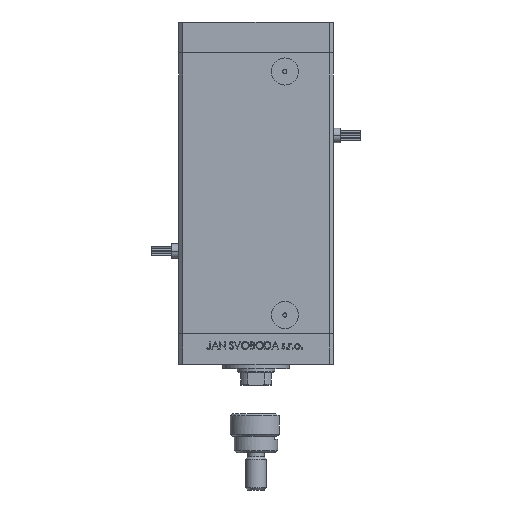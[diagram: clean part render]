
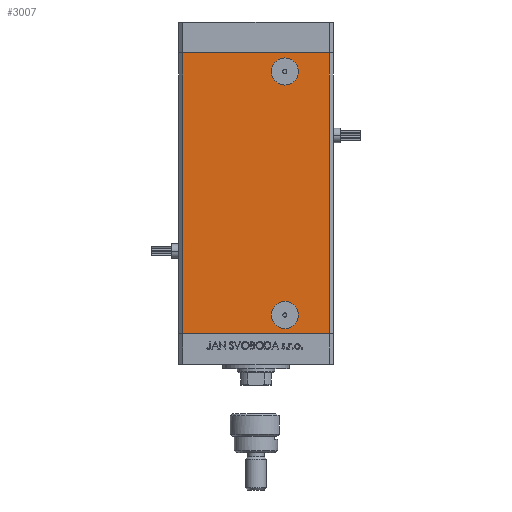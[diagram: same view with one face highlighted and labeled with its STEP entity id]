
A CAD part, front view. The second image highlights one B-rep face of the part: STEP entity #3007.
In plain terms, the highlighted planar face has unit normal (0, -1, 0).
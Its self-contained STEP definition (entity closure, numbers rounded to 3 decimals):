
#159 = CARTESIAN_POINT ( 'NONE',  ( 14., -32.5, 2.42 ) ) ;
#718 = CARTESIAN_POINT ( 'NONE',  ( 35.5, -32.5, 136. ) ) ;
#1299 = CIRCLE ( 'NONE', #14323, 6.58 ) ;
#3007 = ADVANCED_FACE ( 'NONE', ( #11209, #23740, #41123 ), #3570, .F. ) ;
#3085 = ORIENTED_EDGE ( 'NONE', *, *, #16565, .T. ) ;
#3570 = PLANE ( 'NONE',  #40758 ) ;
#4190 = VERTEX_POINT ( 'NONE', #30502 ) ;
#4744 = DIRECTION ( 'NONE',  ( 0., 0., -1. ) ) ;
#5688 = CIRCLE ( 'NONE', #24842, 6.58 ) ;
#6008 = EDGE_LOOP ( 'NONE', ( #51685, #26376 ) ) ;
#6837 = EDGE_CURVE ( 'NONE', #27865, #19601, #34772, .T. ) ;
#7736 = VERTEX_POINT ( 'NONE', #159 ) ;
#8677 = AXIS2_PLACEMENT_3D ( 'NONE', #32360, #12224, #28834 ) ;
#9058 = DIRECTION ( 'NONE',  ( 0., 0., -1. ) ) ;
#9171 = LINE ( 'NONE', #16837, #43908 ) ;
#9333 = CARTESIAN_POINT ( 'NONE',  ( -35.5, -32.5, 136. ) ) ;
#10376 = CARTESIAN_POINT ( 'NONE',  ( 14., -32.5, 133.58 ) ) ;
#10443 = VERTEX_POINT ( 'NONE', #41879 ) ;
#11209 = FACE_BOUND ( 'NONE', #6008, .T. ) ;
#11480 = CARTESIAN_POINT ( 'NONE',  ( 35.5, -32.5, 0. ) ) ;
#11760 = EDGE_LOOP ( 'NONE', ( #32828, #12376 ) ) ;
#12161 = CIRCLE ( 'NONE', #8677, 6.58 ) ;
#12224 = DIRECTION ( 'NONE',  ( 0., 1., 0. ) ) ;
#12376 = ORIENTED_EDGE ( 'NONE', *, *, #50018, .T. ) ;
#12466 = LINE ( 'NONE', #16834, #29080 ) ;
#12982 = VECTOR ( 'NONE', #9058, 1000. ) ;
#14323 = AXIS2_PLACEMENT_3D ( 'NONE', #23146, #15988, #39183 ) ;
#14530 = CARTESIAN_POINT ( 'NONE',  ( -35.5, -32.5, 0. ) ) ;
#15988 = DIRECTION ( 'NONE',  ( 0., -1., 0. ) ) ;
#16565 = EDGE_CURVE ( 'NONE', #10443, #24285, #9171, .T. ) ;
#16775 = DIRECTION ( 'NONE',  ( 0., 1., 0. ) ) ;
#16834 = CARTESIAN_POINT ( 'NONE',  ( -35.5, -32.5, 0. ) ) ;
#16837 = CARTESIAN_POINT ( 'NONE',  ( -35.5, -32.5, 136. ) ) ;
#18059 = LINE ( 'NONE', #9333, #49629 ) ;
#18558 = EDGE_CURVE ( 'NONE', #24285, #35797, #12466, .T. ) ;
#19601 = VERTEX_POINT ( 'NONE', #10376 ) ;
#19656 = DIRECTION ( 'NONE',  ( 0., 0., 1. ) ) ;
#21283 = VERTEX_POINT ( 'NONE', #718 ) ;
#21616 = EDGE_CURVE ( 'NONE', #4190, #7736, #5688, .T. ) ;
#22427 = CARTESIAN_POINT ( 'NONE',  ( 14., -32.5, 9. ) ) ;
#23146 = CARTESIAN_POINT ( 'NONE',  ( 14., -32.5, 9. ) ) ;
#23327 = ORIENTED_EDGE ( 'NONE', *, *, #18558, .T. ) ;
#23740 = FACE_OUTER_BOUND ( 'NONE', #44659, .T. ) ;
#24285 = VERTEX_POINT ( 'NONE', #14530 ) ;
#24676 = CARTESIAN_POINT ( 'NONE',  ( 14., -32.5, 127. ) ) ;
#24842 = AXIS2_PLACEMENT_3D ( 'NONE', #22427, #42309, #4744 ) ;
#26112 = CARTESIAN_POINT ( 'NONE',  ( 14., -32.5, 120.42 ) ) ;
#26118 = AXIS2_PLACEMENT_3D ( 'NONE', #24676, #16775, #53264 ) ;
#26376 = ORIENTED_EDGE ( 'NONE', *, *, #21616, .F. ) ;
#27865 = VERTEX_POINT ( 'NONE', #26112 ) ;
#28834 = DIRECTION ( 'NONE',  ( 0., 0., -1. ) ) ;
#28964 = EDGE_CURVE ( 'NONE', #21283, #35797, #38983, .T. ) ;
#29080 = VECTOR ( 'NONE', #45130, 1000. ) ;
#29874 = EDGE_CURVE ( 'NONE', #10443, #21283, #18059, .T. ) ;
#30502 = CARTESIAN_POINT ( 'NONE',  ( 14., -32.5, 15.58 ) ) ;
#32360 = CARTESIAN_POINT ( 'NONE',  ( 14., -32.5, 127. ) ) ;
#32689 = DIRECTION ( 'NONE',  ( 0., 1., 0. ) ) ;
#32828 = ORIENTED_EDGE ( 'NONE', *, *, #6837, .T. ) ;
#33425 = DIRECTION ( 'NONE',  ( 0., 0., -1. ) ) ;
#34646 = DIRECTION ( 'NONE',  ( 1., 0., 0. ) ) ;
#34772 = CIRCLE ( 'NONE', #26118, 6.58 ) ;
#35797 = VERTEX_POINT ( 'NONE', #11480 ) ;
#35943 = EDGE_CURVE ( 'NONE', #7736, #4190, #1299, .T. ) ;
#38193 = CARTESIAN_POINT ( 'NONE',  ( 35.5, -32.5, 136. ) ) ;
#38983 = LINE ( 'NONE', #38193, #12982 ) ;
#39183 = DIRECTION ( 'NONE',  ( 0., 0., -1. ) ) ;
#40758 = AXIS2_PLACEMENT_3D ( 'NONE', #53132, #32689, #19656 ) ;
#41123 = FACE_BOUND ( 'NONE', #11760, .T. ) ;
#41879 = CARTESIAN_POINT ( 'NONE',  ( -35.5, -32.5, 136. ) ) ;
#42309 = DIRECTION ( 'NONE',  ( 0., -1., 0. ) ) ;
#43908 = VECTOR ( 'NONE', #33425, 1000. ) ;
#44659 = EDGE_LOOP ( 'NONE', ( #23327, #47459, #52232, #3085 ) ) ;
#45130 = DIRECTION ( 'NONE',  ( 1., 0., 0. ) ) ;
#47459 = ORIENTED_EDGE ( 'NONE', *, *, #28964, .F. ) ;
#49629 = VECTOR ( 'NONE', #34646, 1000. ) ;
#50018 = EDGE_CURVE ( 'NONE', #19601, #27865, #12161, .T. ) ;
#51685 = ORIENTED_EDGE ( 'NONE', *, *, #35943, .F. ) ;
#52232 = ORIENTED_EDGE ( 'NONE', *, *, #29874, .F. ) ;
#53132 = CARTESIAN_POINT ( 'NONE',  ( -35.5, -32.5, 136. ) ) ;
#53264 = DIRECTION ( 'NONE',  ( 0., 0., -1. ) ) ;
